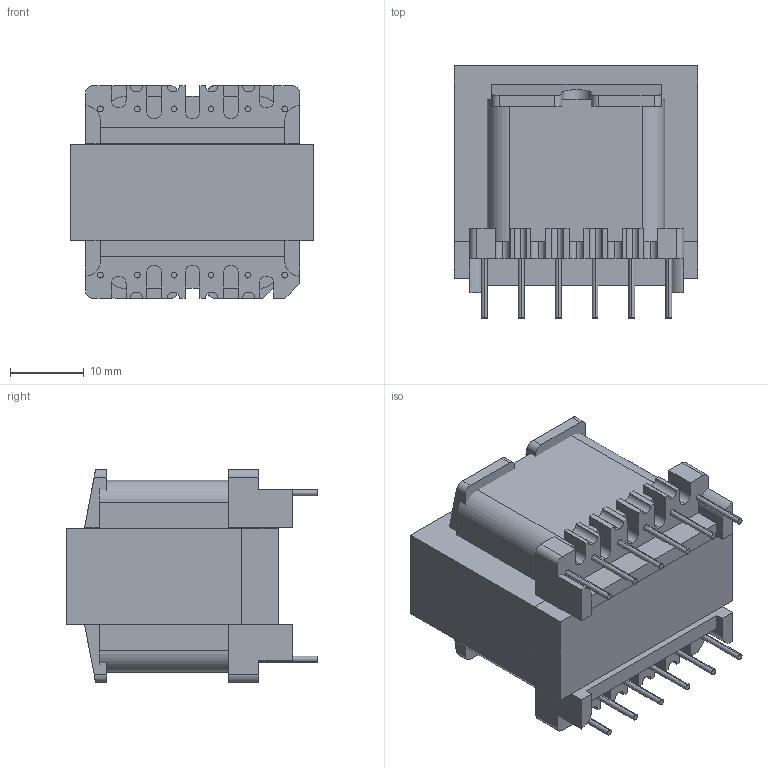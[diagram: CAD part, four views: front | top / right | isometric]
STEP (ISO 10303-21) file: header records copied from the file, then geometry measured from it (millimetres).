
FILE_DESCRIPTION (( 'STEP AP214' ), '1' );
FILE_NAME ('EI33b.STEP', '2019-01-02T12:55:42', ( '' ), ( '' ), 'SwSTEP 2.0', 'SolidWorks 2019', '' );
FILE_SCHEMA (( 'AUTOMOTIVE_DESIGN' ));
Length unit declared in the file: millimetre
Products named in the file (5): Bobinado; BobinaEI 33___ _________; EI33b; NucleoE; NucleoI
Assembly tree (4 placements, depth 2):
  EI33b
    BobinaEI 33___ _________
    NucleoE
    NucleoI
    Bobinado
Bounding box: 33 x 34.1 x 28.8 mm (x, y, z)
Volume: 22325.9 mm3; surface area: 14234.3 mm2
Topology: 4 solids, 4 shells, 202 faces, 546 edges, 364 vertices
Faces by surface type: plane 130, cylinder 72
Entity records: 6924 total; most frequent: CARTESIAN_POINT 1149, ORIENTED_EDGE 1092, DIRECTION 1088, EDGE_CURVE 546, LINE 402, VECTOR 402, VERTEX_POINT 364, AXIS2_PLACEMENT_3D 343
